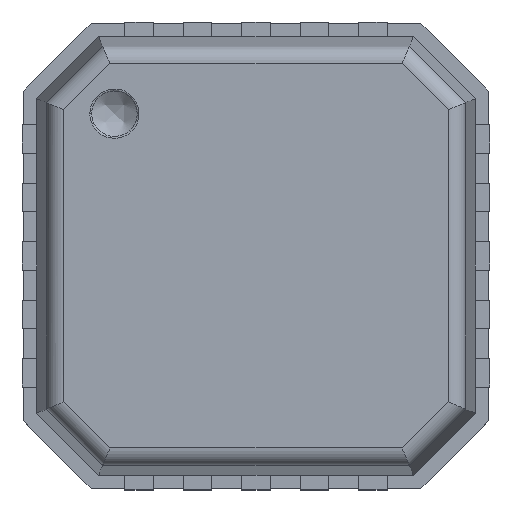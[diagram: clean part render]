
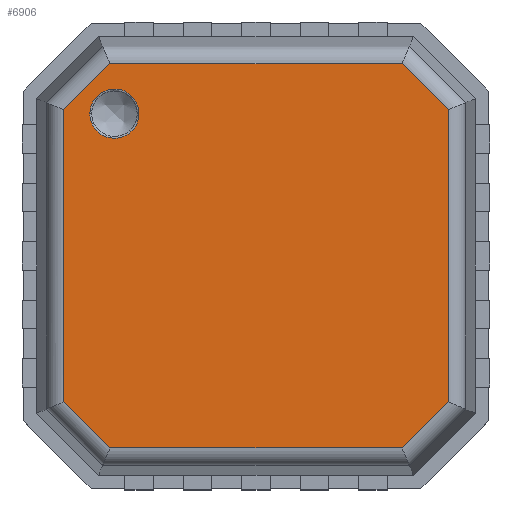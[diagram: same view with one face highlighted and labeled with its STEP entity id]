
A CAD part, top view. The second image highlights one B-rep face of the part: STEP entity #6906.
In plain terms, the highlighted planar face has unit normal (0, 0, 1).
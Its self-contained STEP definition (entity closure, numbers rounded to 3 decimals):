
#41 = VECTOR ( 'NONE', #5902, 1000. ) ;
#49 = ORIENTED_EDGE ( 'NONE', *, *, #6215, .T. ) ;
#158 = VECTOR ( 'NONE', #6096, 1000. ) ;
#238 = ORIENTED_EDGE ( 'NONE', *, *, #8187, .F. ) ;
#398 = CARTESIAN_POINT ( 'NONE',  ( 0.357, -2.249, 1. ) ) ;
#450 = CARTESIAN_POINT ( 'NONE',  ( 3.681, -2.21, 1. ) ) ;
#636 = ORIENTED_EDGE ( 'NONE', *, *, #3799, .F. ) ;
#673 = CARTESIAN_POINT ( 'NONE',  ( 0.999, 0.157, 1. ) ) ;
#738 = CARTESIAN_POINT ( 'NONE',  ( 3.21, 0.681, 1. ) ) ;
#775 = VERTEX_POINT ( 'NONE', #8126 ) ;
#783 = VERTEX_POINT ( 'NONE', #9558 ) ;
#925 = CARTESIAN_POINT ( 'NONE',  ( 0.696, 0.643, 1. ) ) ;
#1000 = VECTOR ( 'NONE', #6237, 1000. ) ;
#1076 = LINE ( 'NONE', #9538, #3746 ) ;
#1103 = VECTOR ( 'NONE', #2102, 1000. ) ;
#1195 = VECTOR ( 'NONE', #5601, 1000. ) ;
#1213 = LINE ( 'NONE', #5951, #6208 ) ;
#1312 = ORIENTED_EDGE ( 'NONE', *, *, #6760, .T. ) ;
#1323 = LINE ( 'NONE', #9458, #1103 ) ;
#1405 = CARTESIAN_POINT ( 'NONE',  ( 0.898, 0.026, 1. ) ) ;
#1505 = ORIENTED_EDGE ( 'NONE', *, *, #1881, .F. ) ;
#1514 = LINE ( 'NONE', #738, #7180 ) ;
#1607 = CARTESIAN_POINT ( 'NONE',  ( 0.125, -2.345, 1. ) ) ;
#1629 = CARTESIAN_POINT ( 'NONE',  ( 3.643, 0.304, 1. ) ) ;
#1705 = CARTESIAN_POINT ( 'NONE',  ( 0.682, 0.404, 1. ) ) ;
#1881 = EDGE_CURVE ( 'NONE', #8734, #6367, #5665, .T. ) ;
#2102 = DIRECTION ( 'NONE',  ( -1., 0., 0. ) ) ;
#2154 = CARTESIAN_POINT ( 'NONE',  ( 0.733, 0.005, 1. ) ) ;
#2251 = EDGE_CURVE ( 'NONE', #6277, #3086, #1514, .T. ) ;
#2282 = DIRECTION ( 'NONE',  ( 0.707, 0.707, 0. ) ) ;
#2367 = DIRECTION ( 'NONE',  ( 1., 0., 0. ) ) ;
#2463 = CARTESIAN_POINT ( 'NONE',  ( 0.819, 0.425, 1. ) ) ;
#2880 = ORIENTED_EDGE ( 'NONE', *, *, #9226, .F. ) ;
#2917 = CARTESIAN_POINT ( 'NONE',  ( 0.601, 0.107, 1. ) ) ;
#2962 = DIRECTION ( 'NONE',  ( 0.707, -0.707, 0. ) ) ;
#3083 = PLANE ( 'NONE',  #3374 ) ;
#3086 = VERTEX_POINT ( 'NONE', #6806 ) ;
#3172 = CARTESIAN_POINT ( 'NONE',  ( 3.249, -2.643, 1. ) ) ;
#3211 = CARTESIAN_POINT ( 'NONE',  ( 0.895, 0.399, 1. ) ) ;
#3374 = AXIS2_PLACEMENT_3D ( 'NONE', #1607, #6788, #2367 ) ;
#3503 = ORIENTED_EDGE ( 'NONE', *, *, #8312, .F. ) ;
#3652 = DIRECTION ( 'NONE',  ( 0., 1., 0. ) ) ;
#3653 = CARTESIAN_POINT ( 'NONE',  ( 0.58, 0.215, 1. ) ) ;
#3746 = VECTOR ( 'NONE', #3652, 1000. ) ;
#3799 = EDGE_CURVE ( 'NONE', #3086, #8976, #9540, .T. ) ;
#3940 = CARTESIAN_POINT ( 'NONE',  ( 0.977, 0.325, 1. ) ) ;
#4148 = CARTESIAN_POINT ( 'NONE',  ( 0.751, 0.643, 1. ) ) ;
#4425 = CARTESIAN_POINT ( 'NONE',  ( 0.79, -2.681, 1. ) ) ;
#4671 = CARTESIAN_POINT ( 'NONE',  ( 1., 0.215, 1. ) ) ;
#4704 = B_SPLINE_CURVE_WITH_KNOTS ( 'NONE', 3,
 ( #8752, #673, #5827, #1405, #6591, #2154, #7330, #2917, #8070, #3653 ),
 .UNSPECIFIED., .F., .F.,
 ( 4, 2, 2, 2, 4 ),
 ( 0., 0.125, 0.25, 0.375, 0.5 ),
 .UNSPECIFIED. ) ;
#5326 = CARTESIAN_POINT ( 'NONE',  ( 3.643, -2.249, 1. ) ) ;
#5410 = CARTESIAN_POINT ( 'NONE',  ( 3.249, 0.643, 1. ) ) ;
#5601 = DIRECTION ( 'NONE',  ( -0.707, -0.707, 0. ) ) ;
#5660 = CARTESIAN_POINT ( 'NONE',  ( 1., 0.215, 1. ) ) ;
#5665 = LINE ( 'NONE', #4425, #41 ) ;
#5787 = LINE ( 'NONE', #925, #158 ) ;
#5796 = VERTEX_POINT ( 'NONE', #3172 ) ;
#5827 = CARTESIAN_POINT ( 'NONE',  ( 0.979, 0.108, 1. ) ) ;
#5902 = DIRECTION ( 'NONE',  ( -0.707, 0.707, 0. ) ) ;
#5942 = EDGE_CURVE ( 'NONE', #6367, #783, #1076, .T. ) ;
#5951 = CARTESIAN_POINT ( 'NONE',  ( 0.319, 0.21, 1. ) ) ;
#6096 = DIRECTION ( 'NONE',  ( 1., 0., 0. ) ) ;
#6135 = CARTESIAN_POINT ( 'NONE',  ( 0.601, 0.322, 1. ) ) ;
#6208 = VECTOR ( 'NONE', #2282, 1000. ) ;
#6215 = EDGE_CURVE ( 'NONE', #775, #8687, #7487, .T. ) ;
#6237 = DIRECTION ( 'NONE',  ( 0., -1., 0. ) ) ;
#6277 = VERTEX_POINT ( 'NONE', #5410 ) ;
#6367 = VERTEX_POINT ( 'NONE', #398 ) ;
#6426 = VERTEX_POINT ( 'NONE', #4148 ) ;
#6591 = CARTESIAN_POINT ( 'NONE',  ( 0.848, 0.006, 1. ) ) ;
#6760 = EDGE_CURVE ( 'NONE', #8687, #775, #4704, .T. ) ;
#6788 = DIRECTION ( 'NONE',  ( 0., 0., 1. ) ) ;
#6806 = CARTESIAN_POINT ( 'NONE',  ( 3.643, 0.249, 1. ) ) ;
#6870 = LINE ( 'NONE', #450, #1195 ) ;
#6873 = CARTESIAN_POINT ( 'NONE',  ( 0.732, 0.425, 1. ) ) ;
#6906 = ADVANCED_FACE ( 'NONE', ( #9552, #8864 ), #3083, .T. ) ;
#7180 = VECTOR ( 'NONE', #2962, 1000. ) ;
#7330 = CARTESIAN_POINT ( 'NONE',  ( 0.683, 0.026, 1. ) ) ;
#7352 = EDGE_LOOP ( 'NONE', ( #2880, #3503, #8130, #1505, #238, #8928, #636, #7594 ) ) ;
#7487 = B_SPLINE_CURVE_WITH_KNOTS ( 'NONE', 3,
 ( #8318, #8283, #6135, #1705, #6873, #2463, #7612, #3211, #8340, #3940, #9080, #4671 ),
 .UNSPECIFIED., .F., .F.,
 ( 4, 2, 2, 2, 2, 4 ),
 ( 0.5, 0.625, 0.75, 0.813, 0.875, 1. ),
 .UNSPECIFIED. ) ;
#7594 = ORIENTED_EDGE ( 'NONE', *, *, #2251, .F. ) ;
#7612 = CARTESIAN_POINT ( 'NONE',  ( 0.845, 0.42, 1. ) ) ;
#8070 = CARTESIAN_POINT ( 'NONE',  ( 0.581, 0.157, 1. ) ) ;
#8126 = CARTESIAN_POINT ( 'NONE',  ( 0.58, 0.215, 1. ) ) ;
#8130 = ORIENTED_EDGE ( 'NONE', *, *, #5942, .F. ) ;
#8187 = EDGE_CURVE ( 'NONE', #5796, #8734, #1323, .T. ) ;
#8238 = EDGE_LOOP ( 'NONE', ( #1312, #49 ) ) ;
#8283 = CARTESIAN_POINT ( 'NONE',  ( 0.58, 0.272, 1. ) ) ;
#8312 = EDGE_CURVE ( 'NONE', #783, #6426, #1213, .T. ) ;
#8318 = CARTESIAN_POINT ( 'NONE',  ( 0.58, 0.215, 1. ) ) ;
#8340 = CARTESIAN_POINT ( 'NONE',  ( 0.919, 0.383, 1. ) ) ;
#8624 = EDGE_CURVE ( 'NONE', #8976, #5796, #6870, .T. ) ;
#8687 = VERTEX_POINT ( 'NONE', #5660 ) ;
#8734 = VERTEX_POINT ( 'NONE', #9383 ) ;
#8752 = CARTESIAN_POINT ( 'NONE',  ( 1., 0.215, 1. ) ) ;
#8864 = FACE_BOUND ( 'NONE', #8238, .T. ) ;
#8928 = ORIENTED_EDGE ( 'NONE', *, *, #8624, .F. ) ;
#8976 = VERTEX_POINT ( 'NONE', #5326 ) ;
#9080 = CARTESIAN_POINT ( 'NONE',  ( 1., 0.27, 1. ) ) ;
#9226 = EDGE_CURVE ( 'NONE', #6426, #6277, #5787, .T. ) ;
#9383 = CARTESIAN_POINT ( 'NONE',  ( 0.751, -2.643, 1. ) ) ;
#9458 = CARTESIAN_POINT ( 'NONE',  ( 3.304, -2.643, 1. ) ) ;
#9538 = CARTESIAN_POINT ( 'NONE',  ( 0.357, -2.304, 1. ) ) ;
#9540 = LINE ( 'NONE', #1629, #1000 ) ;
#9552 = FACE_OUTER_BOUND ( 'NONE', #7352, .T. ) ;
#9558 = CARTESIAN_POINT ( 'NONE',  ( 0.357, 0.249, 1. ) ) ;
